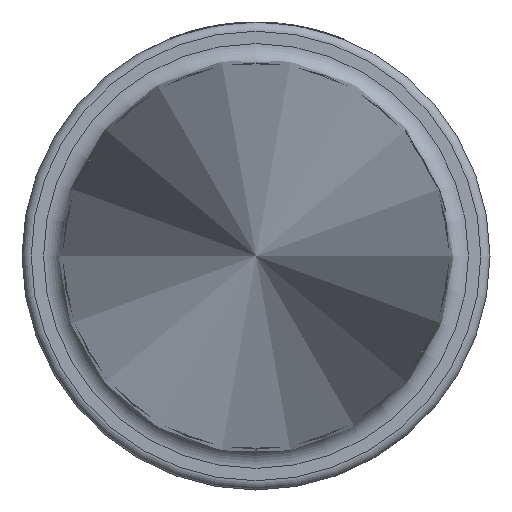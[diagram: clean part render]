
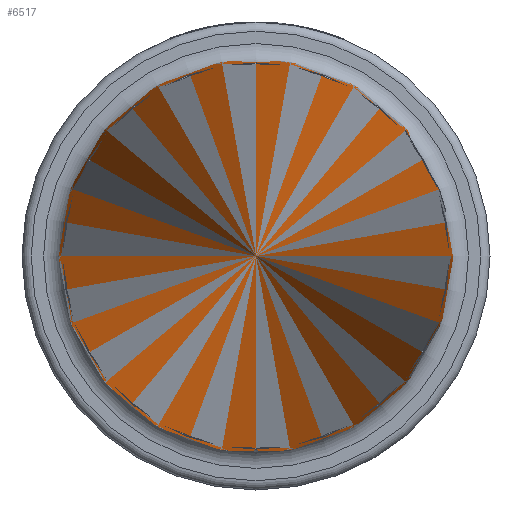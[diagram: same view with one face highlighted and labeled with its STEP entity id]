
A CAD part, left-side view. The second image highlights one B-rep face of the part: STEP entity #6517.
In plain terms, the highlighted conical face has half-angle 1.783 degrees and reference radius 33.189 mm.
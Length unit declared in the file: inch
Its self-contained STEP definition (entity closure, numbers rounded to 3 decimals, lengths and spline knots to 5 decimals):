
#631=FACE_OUTER_BOUND('',#1009,.T.);
#1009=EDGE_LOOP('',(#4433,#4434,#4435));
#1422=B_SPLINE_CURVE_WITH_KNOTS('',3,(#8551,#8552,#8553,#8554,#8555,#8556,
#8557,#8558,#8559,#8560,#8561,#8562,#8563,#8564,#8565,#8566,#8567,#8568,
#8569,#8570,#8571,#8572,#8573,#8574,#8575,#8576,#8577,#8578,#8579,#8580,
#8581,#8582,#8583,#8584,#8585,#8586,#8587,#8588,#8589,#8590,#8591,#8592,
#8593),.UNSPECIFIED.,.F.,.F.,(4,3,3,3,3,3,3,3,3,3,3,3,3,3,4),(56.02591,
56.03363,57.70744,59.38125,61.05506,62.72887,
64.40268,66.07649,67.7503,69.42411,71.09792,
72.77173,74.44554,76.11935,77.09713),
 .UNSPECIFIED.);
#1810=LINE('',#8549,#2259);
#1811=LINE('',#8594,#2260);
#2259=VECTOR('',#7312,1.30664);
#2260=VECTOR('',#7313,1.30664);
#2708=VERTEX_POINT('',#8547);
#2709=VERTEX_POINT('',#8548);
#2710=VERTEX_POINT('',#8550);
#3399=EDGE_CURVE('',#2708,#2709,#1810,.T.);
#3400=EDGE_CURVE('',#2708,#2710,#1422,.T.);
#3401=EDGE_CURVE('',#2709,#2710,#1811,.T.);
#4433=ORIENTED_EDGE('',*,*,#3399,.F.);
#4434=ORIENTED_EDGE('',*,*,#3400,.T.);
#4435=ORIENTED_EDGE('',*,*,#3401,.F.);
#6501=CONICAL_SURFACE('',#6915,1.30664,0.031);
#6517=ADVANCED_FACE('',(#631),#6501,.F.);
#6915=AXIS2_PLACEMENT_3D('',#8546,#7310,#7311);
#7310=DIRECTION('center_axis',(1.,0.,0.));
#7311=DIRECTION('ref_axis',(0.,1.,0.));
#7312=DIRECTION('',(-1.,0.031,0.));
#7313=DIRECTION('',(-1.,0.031,0.));
#8546=CARTESIAN_POINT('Origin',(1.4644,0.,0.));
#8547=CARTESIAN_POINT('',(1.81943,-1.31769,0.));
#8548=CARTESIAN_POINT('',(1.7413,-1.31526,0.));
#8549=CARTESIAN_POINT('',(1.4644,-1.30664,0.));
#8550=CARTESIAN_POINT('',(1.69443,-1.3138,0.));
#8551=CARTESIAN_POINT('Ctrl Pts',(1.81943,-1.31781,0.));
#8552=CARTESIAN_POINT('Ctrl Pts',(1.81942,-1.31781,0.00101));
#8553=CARTESIAN_POINT('Ctrl Pts',(1.8194,-1.31781,0.00202));
#8554=CARTESIAN_POINT('Ctrl Pts',(1.81939,-1.3178,0.00303));
#8555=CARTESIAN_POINT('Ctrl Pts',(1.81608,-1.3172,0.2222));
#8556=CARTESIAN_POINT('Ctrl Pts',(1.81277,-1.26073,0.44118));
#8557=CARTESIAN_POINT('Ctrl Pts',(1.80946,-1.15532,0.63327));
#8558=CARTESIAN_POINT('Ctrl Pts',(1.80615,-1.04991,0.82537));
#8559=CARTESIAN_POINT('Ctrl Pts',(1.80284,-0.89555,0.99057));
#8560=CARTESIAN_POINT('Ctrl Pts',(1.79953,-0.7111,1.10875));
#8561=CARTESIAN_POINT('Ctrl Pts',(1.79622,-0.52665,1.22692));
#8562=CARTESIAN_POINT('Ctrl Pts',(1.79291,-0.3121,1.29808));
#8563=CARTESIAN_POINT('Ctrl Pts',(1.7896,-0.09363,
1.31355));
#8564=CARTESIAN_POINT('Ctrl Pts',(1.78629,0.12483,1.32902));
#8565=CARTESIAN_POINT('Ctrl Pts',(1.78298,0.34721,1.2888));
#8566=CARTESIAN_POINT('Ctrl Pts',(1.77967,0.54638,1.19784));
#8567=CARTESIAN_POINT('Ctrl Pts',(1.77636,0.74555,1.10688));
#8568=CARTESIAN_POINT('Ctrl Pts',(1.77305,0.92152,0.96516));
#8569=CARTESIAN_POINT('Ctrl Pts',(1.76974,1.05282,0.79001));
#8570=CARTESIAN_POINT('Ctrl Pts',(1.76643,1.18412,0.61485));
#8571=CARTESIAN_POINT('Ctrl Pts',(1.76312,1.27077,0.40625));
#8572=CARTESIAN_POINT('Ctrl Pts',(1.75981,1.30221,0.18966));
#8573=CARTESIAN_POINT('Ctrl Pts',(1.7565,1.33365,-0.02692));
#8574=CARTESIAN_POINT('Ctrl Pts',(1.75319,1.30989,-0.2515));
#8575=CARTESIAN_POINT('Ctrl Pts',(1.74988,1.23384,-0.45666));
#8576=CARTESIAN_POINT('Ctrl Pts',(1.74657,1.1578,-0.66183));
#8577=CARTESIAN_POINT('Ctrl Pts',(1.74326,1.02947,-0.84759));
#8578=CARTESIAN_POINT('Ctrl Pts',(1.73995,0.86454,-0.99129));
#8579=CARTESIAN_POINT('Ctrl Pts',(1.73664,0.69961,-1.135));
#8580=CARTESIAN_POINT('Ctrl Pts',(1.73333,0.49808,-1.23665));
#8581=CARTESIAN_POINT('Ctrl Pts',(1.73002,0.28453,-1.28387));
#8582=CARTESIAN_POINT('Ctrl Pts',(1.72671,0.07099,-1.33109));
#8583=CARTESIAN_POINT('Ctrl Pts',(1.7234,-0.15456,-1.32388));
#8584=CARTESIAN_POINT('Ctrl Pts',(1.72009,-0.36461,-1.26314));
#8585=CARTESIAN_POINT('Ctrl Pts',(1.71678,-0.57466,-1.20241));
#8586=CARTESIAN_POINT('Ctrl Pts',(1.71347,-0.7692,-1.08814));
#8587=CARTESIAN_POINT('Ctrl Pts',(1.71016,-0.92451,-0.93431));
#8588=CARTESIAN_POINT('Ctrl Pts',(1.70685,-1.07982,-0.78048));
#8589=CARTESIAN_POINT('Ctrl Pts',(1.70354,-1.19591,-0.58709));
#8590=CARTESIAN_POINT('Ctrl Pts',(1.70023,-1.25864,-0.37774));
#8591=CARTESIAN_POINT('Ctrl Pts',(1.6983,-1.29528,-0.25544));
#8592=CARTESIAN_POINT('Ctrl Pts',(1.69637,-1.31371,-0.12769));
#8593=CARTESIAN_POINT('Ctrl Pts',(1.69443,-1.3137,0.00002));
#8594=CARTESIAN_POINT('',(1.4644,-1.30664,0.));
